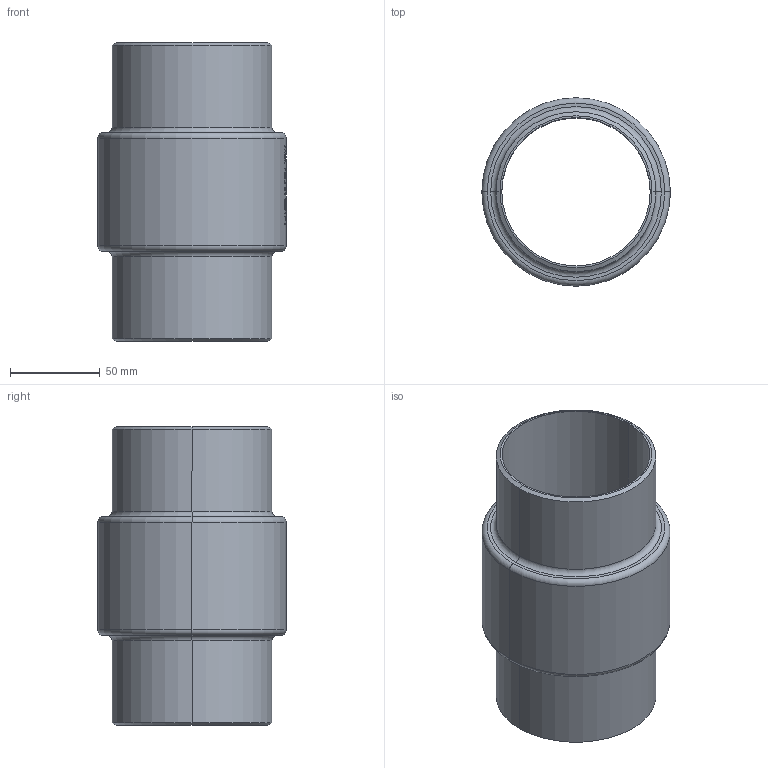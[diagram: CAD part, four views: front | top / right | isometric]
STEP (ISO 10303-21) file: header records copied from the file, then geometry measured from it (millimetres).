
FILE_DESCRIPTION (( 'STEP AP214' ), '1' );
FILE_NAME ('7110000_DN080_ PN40_51420174.STEP', '2022-03-07T09:44:24', ( 'axxx' ), ( 'Hewlett-Packard Company' ), 'SwSTEP 2.0', 'SolidWorks 2019', '' );
FILE_SCHEMA (( 'AUTOMOTIVE_DESIGN' ));
Length unit declared in the file: millimetre
Products named in the file (1): 7110000_DN080_ PN40_51420174
Bounding box: 104.7 x 104.7 x 166 mm (x, y, z)
Volume: 300023.8 mm3; surface area: 100322.9 mm2
Topology: 1 solids, 1 shells, 512 faces, 1365 edges, 906 vertices
Faces by surface type: plane 252, bspline 205, cylinder 43, torus 8, cone 4
Entity records: 27756 total; most frequent: CARTESIAN_POINT 16460, ORIENTED_EDGE 2730, DIRECTION 1607, EDGE_CURVE 1365, VERTEX_POINT 906, LINE 751, VECTOR 751, EDGE_LOOP 565
